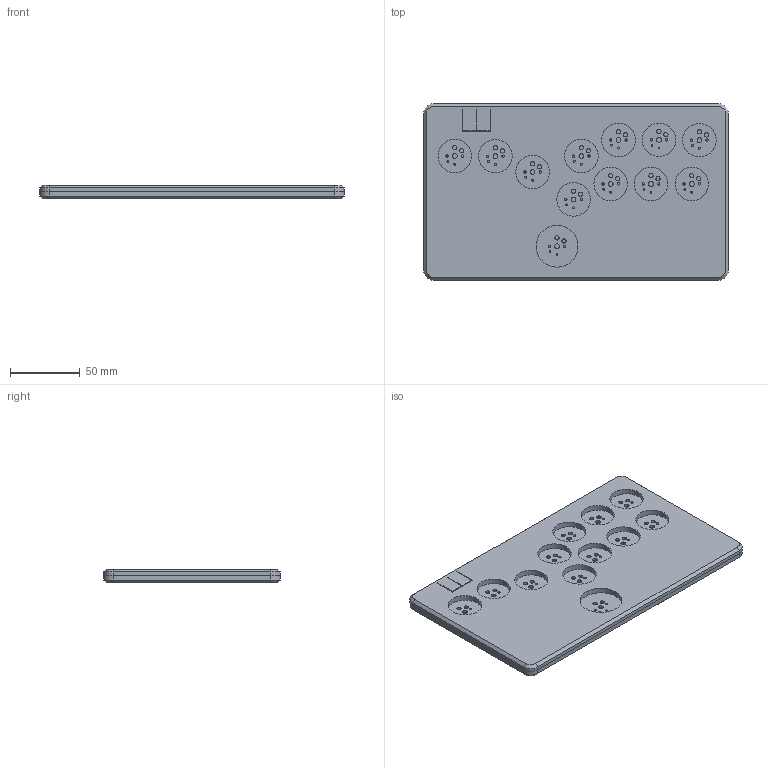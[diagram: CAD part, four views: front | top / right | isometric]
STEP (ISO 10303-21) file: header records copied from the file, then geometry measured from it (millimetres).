
FILE_DESCRIPTION(/* description */ (''),/* implementation_level */ '2;1');
FILE_NAME(/* name */ 'Flatbox-rev6-case.step',/* time_stamp */ '2024-05-20T19:53:47+02:00',/* author */ (''),/* organization */ (''),/* preprocessor_version */ 'ST-DEVELOPER v20',/* originating_system */ 'Autodesk Translation Framework v13.14.0.145',/* authorisation */ '');
FILE_SCHEMA (('AUTOMOTIVE_DESIGN { 1 0 10303 214 3 1 1 }'));
Length unit declared in the file: millimetre
Products named in the file (15): Flatbox-rev6; Flatbox-rev6-pcb; SW_PUSH_6mm_H5mm; SW_PUSH_6mm_H5mm_1; SW_PUSH_6mm_h5mm_2; R_0402_1005Metric (1); HRO-TYPE-C-31-M-12; HRO  TYPE-C-31-M-12 v4; R_0402_1005Metric (1)_1; C_0402_1005Metric (1); C_0402_1005Metric (1)_1; C_0402_1005Metric; R_0402_1005Metric (1)_2; R_0402_1005Metric; Flatbox-rev6_PCB
Assembly tree (18 placements, depth 4):
  Flatbox-rev6
    Flatbox-rev6-pcb
      SW_PUSH_6mm_H5mm
        SW_PUSH_6mm_h5mm_2
      SW_PUSH_6mm_H5mm_1
        SW_PUSH_6mm_h5mm_2
      R_0402_1005Metric (1)
        R_0402_1005Metric
      HRO-TYPE-C-31-M-12
        HRO  TYPE-C-31-M-12 v4
      R_0402_1005Metric (1)_1
        R_0402_1005Metric
      C_0402_1005Metric (1)
        C_0402_1005Metric
      C_0402_1005Metric (1)_1
        C_0402_1005Metric
      R_0402_1005Metric (1)_2
        R_0402_1005Metric
      Flatbox-rev6_PCB
Bounding box: 218 x 126.4 x 9.8 mm (x, y, z)
Volume: 166694.2 mm3; surface area: 164970.7 mm2
Topology: 11 solids, 11 shells, 840 faces, 2140 edges, 1397 vertices
Faces by surface type: plane 445, cylinder 364, cone 29, torus 2
Full cylindrical faces by diameter (mm): 0.5 x2, 0.65 x2, 1 x8, 1.1 x8, 1.27 x24, 1.702 x24, 1.8 x5, 2.2 x5, 2.8 x7, 3 x24, 3.3 x7, 3.429 x12, 3.5 x2, 5 x10, 6 x7, 6.4 x7, 10 x14, 24 x22, 30 x2
Entity records: 20913 total; most frequent: DIRECTION 3666, CARTESIAN_POINT 3425, ORIENTED_EDGE 3310, EDGE_CURVE 1655, AXIS2_PLACEMENT_3D 1323, VERTEX_POINT 1082, LINE 1020, VECTOR 1020
